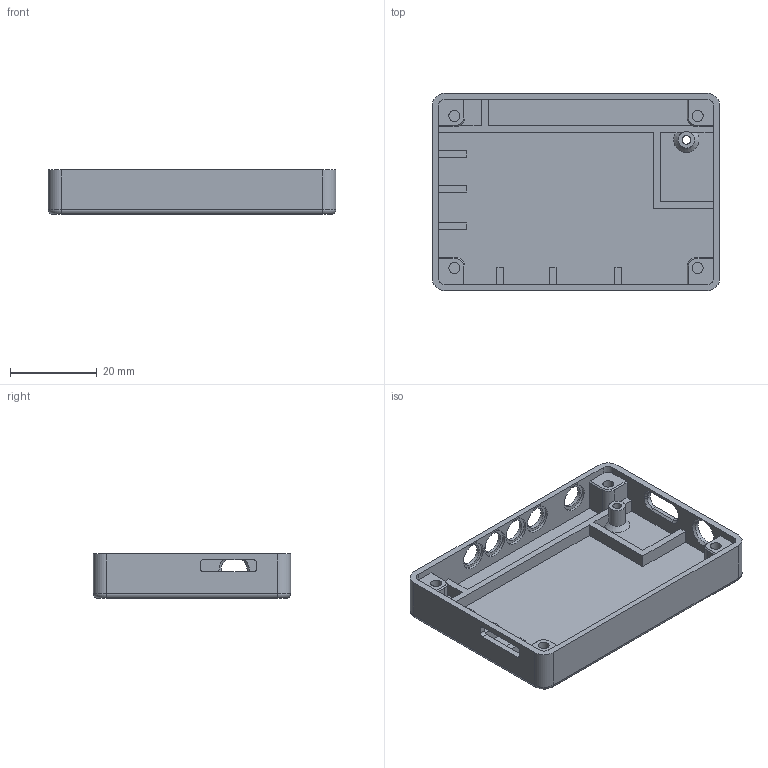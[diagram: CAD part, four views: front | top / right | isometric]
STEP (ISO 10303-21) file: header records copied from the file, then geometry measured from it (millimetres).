
FILE_DESCRIPTION(/* description */ (''),/* implementation_level */ '2;1');
FILE_NAME(/* name */ '',/* time_stamp */ '2023-12-25T13:39:32+08:00',/* author */ (''),/* organization */ (''),/* preprocessor_version */ 'ST-DEVELOPER v20',/* originating_system */ 'Autodesk Translation Framework v12.14.0.127',/* authorisation */ '');
FILE_SCHEMA (('AUTOMOTIVE_DESIGN { 1 0 10303 214 3 1 1 }'));
Length unit declared in the file: millimetre
Products named in the file (1): 底壳
Bounding box: 66.2 x 45.4 x 10.2 mm (x, y, z)
Volume: 6995.9 mm3; surface area: 10854.2 mm2
Topology: 1 solids, 1 shells, 164 faces, 431 edges, 279 vertices
Faces by surface type: plane 109, cylinder 41, cone 10, torus 4
Full cylindrical faces by diameter (mm): 2 x1, 2.5 x4, 3.8 x1, 5.1 x5, 6 x1
Entity records: 5089 total; most frequent: CARTESIAN_POINT 879, ORIENTED_EDGE 862, DIRECTION 859, EDGE_CURVE 431, LINE 329, VECTOR 329, VERTEX_POINT 279, AXIS2_PLACEMENT_3D 265
